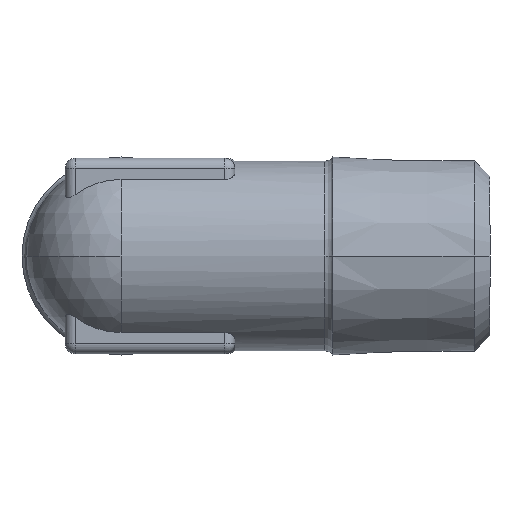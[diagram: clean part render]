
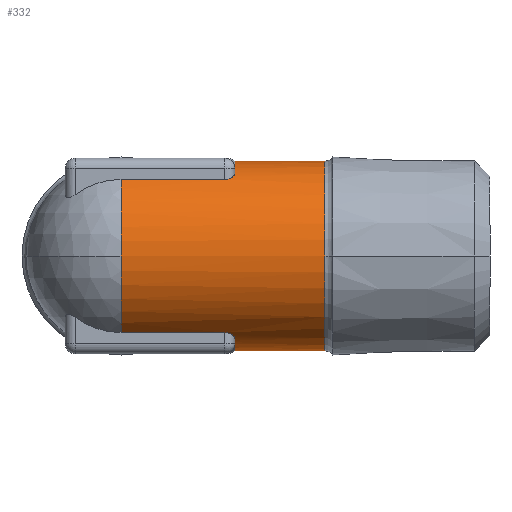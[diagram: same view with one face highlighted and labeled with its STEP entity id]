
A CAD part, left-side view. The second image highlights one B-rep face of the part: STEP entity #332.
In plain terms, the highlighted cylindrical face has radius 4.75 mm (diameter 9.5 mm), a partial arc.
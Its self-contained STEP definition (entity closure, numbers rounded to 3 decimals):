
#2 = VERTEX_POINT ( 'NONE', #928 ) ;
#3 = EDGE_CURVE ( 'NONE', #2, #408, #926, .T. ) ;
#56 = VERTEX_POINT ( 'NONE', #990 ) ;
#58 = VERTEX_POINT ( 'NONE', #1172 ) ;
#63 = EDGE_CURVE ( 'NONE', #71, #58, #1171, .T. ) ;
#71 = VERTEX_POINT ( 'NONE', #1068 ) ;
#78 = VERTEX_POINT ( 'NONE', #1052 ) ;
#117 = EDGE_CURVE ( 'NONE', #248, #56, #1214, .T. ) ;
#183 = VERTEX_POINT ( 'NONE', #1356 ) ;
#185 = EDGE_CURVE ( 'NONE', #183, #186, #1226, .T. ) ;
#186 = VERTEX_POINT ( 'NONE', #1221 ) ;
#235 = EDGE_CURVE ( 'NONE', #71, #78, #1602, .T. ) ;
#248 = VERTEX_POINT ( 'NONE', #1421 ) ;
#299 = ORIENTED_EDGE ( 'NONE', *, *, #300, .F. ) ;
#300 = EDGE_CURVE ( 'NONE', #344, #531, #1516, .T. ) ;
#301 = ORIENTED_EDGE ( 'NONE', *, *, #376, .T. ) ;
#332 = ADVANCED_FACE ( 'NONE', ( #1730 ), #1650, .T. ) ;
#333 = EDGE_LOOP ( 'NONE', ( #334, #335, #336, #357, #358, #361, #364, #340, #342, #343, #299, #301, #416, #417 ) ) ;
#334 = ORIENTED_EDGE ( 'NONE', *, *, #63, .F. ) ;
#335 = ORIENTED_EDGE ( 'NONE', *, *, #235, .T. ) ;
#336 = ORIENTED_EDGE ( 'NONE', *, *, #356, .T. ) ;
#340 = ORIENTED_EDGE ( 'NONE', *, *, #341, .F. ) ;
#341 = EDGE_CURVE ( 'NONE', #186, #366, #1721, .T. ) ;
#342 = ORIENTED_EDGE ( 'NONE', *, *, #185, .F. ) ;
#343 = ORIENTED_EDGE ( 'NONE', *, *, #350, .F. ) ;
#344 = VERTEX_POINT ( 'NONE', #1625 ) ;
#350 = EDGE_CURVE ( 'NONE', #531, #183, #1710, .T. ) ;
#356 = EDGE_CURVE ( 'NONE', #78, #248, #1809, .T. ) ;
#357 = ORIENTED_EDGE ( 'NONE', *, *, #117, .T. ) ;
#358 = ORIENTED_EDGE ( 'NONE', *, *, #359, .F. ) ;
#359 = EDGE_CURVE ( 'NONE', #360, #56, #1804, .T. ) ;
#360 = VERTEX_POINT ( 'NONE', #1805 ) ;
#361 = ORIENTED_EDGE ( 'NONE', *, *, #362, .F. ) ;
#362 = EDGE_CURVE ( 'NONE', #363, #360, #1671, .T. ) ;
#363 = VERTEX_POINT ( 'NONE', #1666 ) ;
#364 = ORIENTED_EDGE ( 'NONE', *, *, #365, .T. ) ;
#365 = EDGE_CURVE ( 'NONE', #363, #366, #1665, .T. ) ;
#366 = VERTEX_POINT ( 'NONE', #1664 ) ;
#376 = EDGE_CURVE ( 'NONE', #344, #408, #1773, .T. ) ;
#408 = VERTEX_POINT ( 'NONE', #1691 ) ;
#416 = ORIENTED_EDGE ( 'NONE', *, *, #3, .F. ) ;
#417 = ORIENTED_EDGE ( 'NONE', *, *, #420, .F. ) ;
#420 = EDGE_CURVE ( 'NONE', #58, #2, #2002, .T. ) ;
#531 = VERTEX_POINT ( 'NONE', #2036 ) ;
#922 = DIRECTION ( 'NONE',  ( 0., 0., 1. ) ) ;
#923 = DIRECTION ( 'NONE',  ( 0., 1., 0. ) ) ;
#924 = CARTESIAN_POINT ( 'NONE',  ( 0., -5.7, 0. ) ) ;
#925 = AXIS2_PLACEMENT_3D ( 'NONE', #924, #923, #922 ) ;
#926 = CIRCLE ( 'NONE', #925, 4.75 ) ;
#928 = CARTESIAN_POINT ( 'NONE',  ( -1.79, -5.7, -4.4 ) ) ;
#990 = CARTESIAN_POINT ( 'NONE',  ( 0., -5.7, 4.75 ) ) ;
#1052 = CARTESIAN_POINT ( 'NONE',  ( -4.75, -10.211, 0. ) ) ;
#1068 = CARTESIAN_POINT ( 'NONE',  ( 0., -10.211, -4.75 ) ) ;
#1163 = DIRECTION ( 'NONE',  ( 0., 1., 0. ) ) ;
#1164 = VECTOR ( 'NONE', #1163, 1000. ) ;
#1165 = CARTESIAN_POINT ( 'NONE',  ( 0., 9.788, -4.75 ) ) ;
#1171 = LINE ( 'NONE', #1165, #1164 ) ;
#1172 = CARTESIAN_POINT ( 'NONE',  ( 0., -5.7, -4.75 ) ) ;
#1214 = LINE ( 'NONE', #1294, #1245 ) ;
#1221 = CARTESIAN_POINT ( 'NONE',  ( -2.8, 0., 3.837 ) ) ;
#1222 = DIRECTION ( 'NONE',  ( 0., 0., 1. ) ) ;
#1223 = DIRECTION ( 'NONE',  ( 0., 1., 0. ) ) ;
#1224 = CARTESIAN_POINT ( 'NONE',  ( 0., 0., 0. ) ) ;
#1225 = AXIS2_PLACEMENT_3D ( 'NONE', #1224, #1223, #1222 ) ;
#1226 = CIRCLE ( 'NONE', #1225, 4.75 ) ;
#1245 = VECTOR ( 'NONE', #1315, 1000. ) ;
#1294 = CARTESIAN_POINT ( 'NONE',  ( 0., 9.788, 4.75 ) ) ;
#1315 = DIRECTION ( 'NONE',  ( 0., 1., 0. ) ) ;
#1356 = CARTESIAN_POINT ( 'NONE',  ( -4.75, 0., 0. ) ) ;
#1421 = CARTESIAN_POINT ( 'NONE',  ( 0., -10.211, 4.75 ) ) ;
#1496 = CARTESIAN_POINT ( 'NONE',  ( 0., -10.211, 0. ) ) ;
#1513 = DIRECTION ( 'NONE',  ( 0., 1., 0. ) ) ;
#1514 = VECTOR ( 'NONE', #1513, 1000. ) ;
#1515 = CARTESIAN_POINT ( 'NONE',  ( -2.8, 9.788, -3.837 ) ) ;
#1516 = LINE ( 'NONE', #1515, #1514 ) ;
#1599 = DIRECTION ( 'NONE',  ( -1., 0., 0. ) ) ;
#1600 = DIRECTION ( 'NONE',  ( 0., 1., 0. ) ) ;
#1601 = AXIS2_PLACEMENT_3D ( 'NONE', #1496, #1600, #1599 ) ;
#1602 = CIRCLE ( 'NONE', #1601, 4.75 ) ;
#1625 = CARTESIAN_POINT ( 'NONE',  ( -2.8, -5.2, -3.837 ) ) ;
#1649 = CARTESIAN_POINT ( 'NONE',  ( 0., 9.788, 0. ) ) ;
#1650 = CYLINDRICAL_SURFACE ( 'NONE', #1797, 4.75 ) ;
#1656 = CARTESIAN_POINT ( 'NONE',  ( -2.8, -5.2, 3.837 ) ) ;
#1657 = CARTESIAN_POINT ( 'NONE',  ( -2.8, -5.345, 3.837 ) ) ;
#1658 = CARTESIAN_POINT ( 'NONE',  ( -2.734, -5.479, 3.886 ) ) ;
#1659 = CARTESIAN_POINT ( 'NONE',  ( -2.593, -5.61, 3.98 ) ) ;
#1660 = CARTESIAN_POINT ( 'NONE',  ( -2.539, -5.644, 4.015 ) ) ;
#1661 = CARTESIAN_POINT ( 'NONE',  ( -2.423, -5.688, 4.086 ) ) ;
#1662 = CARTESIAN_POINT ( 'NONE',  ( -2.363, -5.7, 4.121 ) ) ;
#1663 = CARTESIAN_POINT ( 'NONE',  ( -2.3, -5.7, 4.156 ) ) ;
#1664 = CARTESIAN_POINT ( 'NONE',  ( -2.8, -5.2, 3.837 ) ) ;
#1665 = B_SPLINE_CURVE_WITH_KNOTS ( 'NONE', 3,
 ( #1663, #1662, #1661, #1660, #1659, #1658, #1657, #1656 ),
 .UNSPECIFIED., .F., .F.,
 ( 4, 2, 2, 4 ),
 ( 0., 0., 0., 0.001 ),
 .UNSPECIFIED. ) ;
#1666 = CARTESIAN_POINT ( 'NONE',  ( -2.3, -5.7, 4.156 ) ) ;
#1667 = DIRECTION ( 'NONE',  ( 0., 0., 1. ) ) ;
#1668 = DIRECTION ( 'NONE',  ( 0., 1., 0. ) ) ;
#1669 = CARTESIAN_POINT ( 'NONE',  ( 0., -5.7, 0. ) ) ;
#1670 = AXIS2_PLACEMENT_3D ( 'NONE', #1669, #1668, #1667 ) ;
#1671 = CIRCLE ( 'NONE', #1670, 4.75 ) ;
#1691 = CARTESIAN_POINT ( 'NONE',  ( -2.3, -5.7, -4.156 ) ) ;
#1697 = CARTESIAN_POINT ( 'NONE',  ( 0., -10.211, 0. ) ) ;
#1706 = DIRECTION ( 'NONE',  ( 0., 0., 1. ) ) ;
#1707 = DIRECTION ( 'NONE',  ( 0., 1., 0. ) ) ;
#1708 = CARTESIAN_POINT ( 'NONE',  ( 0., 0., 0. ) ) ;
#1709 = AXIS2_PLACEMENT_3D ( 'NONE', #1708, #1707, #1706 ) ;
#1710 = CIRCLE ( 'NONE', #1709, 4.75 ) ;
#1718 = DIRECTION ( 'NONE',  ( 0., -1., 0. ) ) ;
#1719 = VECTOR ( 'NONE', #1718, 1000. ) ;
#1720 = CARTESIAN_POINT ( 'NONE',  ( -2.8, 9.788, 3.837 ) ) ;
#1721 = LINE ( 'NONE', #1720, #1719 ) ;
#1730 = FACE_OUTER_BOUND ( 'NONE', #333, .T. ) ;
#1762 = CARTESIAN_POINT ( 'NONE',  ( -2.3, -5.7, -4.156 ) ) ;
#1763 = CARTESIAN_POINT ( 'NONE',  ( -2.426, -5.7, -4.086 ) ) ;
#1764 = CARTESIAN_POINT ( 'NONE',  ( -2.546, -5.654, -4.011 ) ) ;
#1765 = CARTESIAN_POINT ( 'NONE',  ( -2.688, -5.522, -3.917 ) ) ;
#1766 = CARTESIAN_POINT ( 'NONE',  ( -2.728, -5.468, -3.889 ) ) ;
#1767 = CARTESIAN_POINT ( 'NONE',  ( -2.784, -5.343, -3.849 ) ) ;
#1768 = CARTESIAN_POINT ( 'NONE',  ( -2.8, -5.272, -3.837 ) ) ;
#1769 = CARTESIAN_POINT ( 'NONE',  ( -2.8, -5.2, -3.837 ) ) ;
#1773 = B_SPLINE_CURVE_WITH_KNOTS ( 'NONE', 3,
 ( #1769, #1768, #1767, #1766, #1765, #1764, #1763, #1762 ),
 .UNSPECIFIED., .F., .F.,
 ( 4, 2, 2, 4 ),
 ( 0., 0., 0., 0.001 ),
 .UNSPECIFIED. ) ;
#1795 = DIRECTION ( 'NONE',  ( 0., 0., 1. ) ) ;
#1796 = DIRECTION ( 'NONE',  ( 0., 1., 0. ) ) ;
#1797 = AXIS2_PLACEMENT_3D ( 'NONE', #1649, #1796, #1795 ) ;
#1800 = DIRECTION ( 'NONE',  ( 0., 0., 1. ) ) ;
#1801 = DIRECTION ( 'NONE',  ( 0., 1., 0. ) ) ;
#1802 = CARTESIAN_POINT ( 'NONE',  ( 0., -5.7, 0. ) ) ;
#1803 = AXIS2_PLACEMENT_3D ( 'NONE', #1802, #1801, #1800 ) ;
#1804 = CIRCLE ( 'NONE', #1803, 4.75 ) ;
#1805 = CARTESIAN_POINT ( 'NONE',  ( -1.79, -5.7, 4.4 ) ) ;
#1806 = DIRECTION ( 'NONE',  ( -1., 0., 0. ) ) ;
#1807 = DIRECTION ( 'NONE',  ( 0., 1., 0. ) ) ;
#1808 = AXIS2_PLACEMENT_3D ( 'NONE', #1697, #1807, #1806 ) ;
#1809 = CIRCLE ( 'NONE', #1808, 4.75 ) ;
#1998 = DIRECTION ( 'NONE',  ( 0., 0., 1. ) ) ;
#1999 = DIRECTION ( 'NONE',  ( 0., 1., 0. ) ) ;
#2000 = CARTESIAN_POINT ( 'NONE',  ( 0., -5.7, 0. ) ) ;
#2001 = AXIS2_PLACEMENT_3D ( 'NONE', #2000, #1999, #1998 ) ;
#2002 = CIRCLE ( 'NONE', #2001, 4.75 ) ;
#2036 = CARTESIAN_POINT ( 'NONE',  ( -2.8, 0., -3.837 ) ) ;
